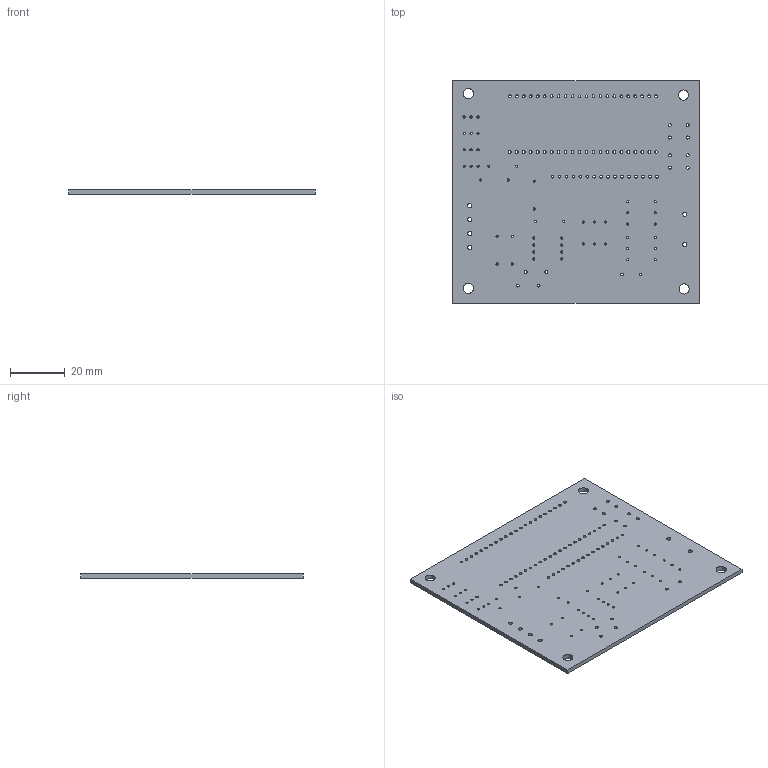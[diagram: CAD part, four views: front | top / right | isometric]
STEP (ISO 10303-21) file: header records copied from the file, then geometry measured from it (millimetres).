
FILE_DESCRIPTION(('KiCad electronic assembly'),'2;1');
FILE_NAME('Proyecto_p_curso.step','2022-10-20T18:53:04',('Pcbnew'),( 'Kicad'),'Open CASCADE STEP processor 7.5','KiCad to STEP converter' ,'Unknown');
FILE_SCHEMA(('AUTOMOTIVE_DESIGN { 1 0 10303 214 1 1 1 1 }'));
Length unit declared in the file: millimetre
Products named in the file (2): Proyecto_p_curso 1; _autosave-Proyecto_p_curso PCB
Assembly tree (1 placements, depth 2):
  Proyecto_p_curso 1
    _autosave-Proyecto_p_curso PCB
Bounding box: 90 x 81.25 x 1.6 mm (x, y, z)
Volume: 11478.7 mm3; surface area: 15592.3 mm2
Topology: 1 solids, 1 shells, 140 faces, 414 edges, 276 vertices
Faces by surface type: cylinder 134, plane 6
Full cylindrical faces by diameter (mm): 0.762 x18, 0.8 x32, 1 x62, 1.1 x12, 1.52 x6, 3.7 x4
Entity records: 11615 total; most frequent: CARTESIAN_POINT 3268, DIRECTION 1526, ORIENTED_EDGE 828, PCURVE 828, DEFINITIONAL_REPRESENTATION 828, LINE 706, VECTOR 706, EDGE_CURVE 414
